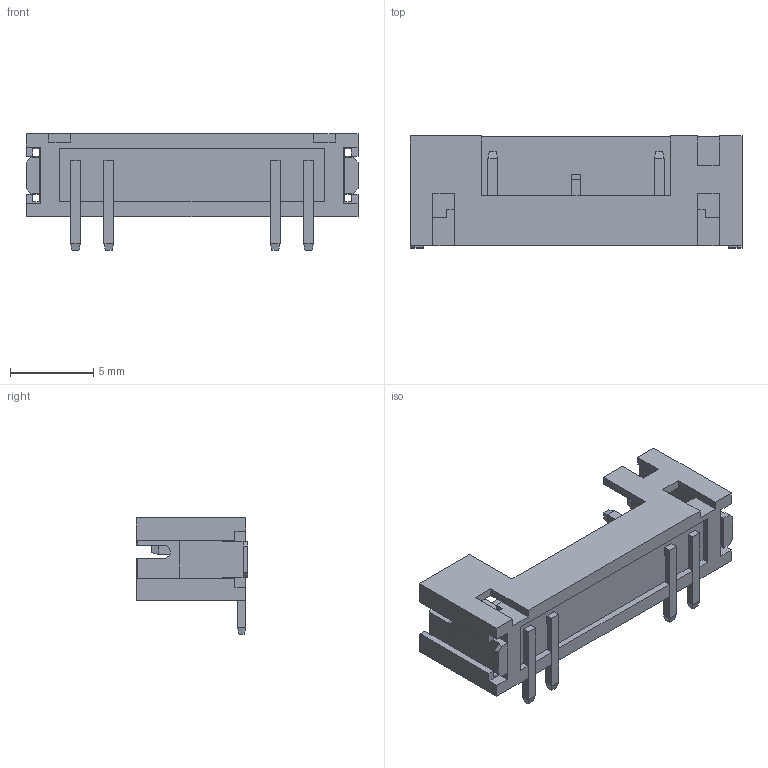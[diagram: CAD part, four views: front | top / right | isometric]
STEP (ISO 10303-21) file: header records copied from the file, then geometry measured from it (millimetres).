
FILE_DESCRIPTION (( 'STEP AP214' ), '1' );
FILE_NAME ('B8B-PH-SM4-TB(LF)(SN).STEP', '2022-06-14T13:29:21', ( '' ), ( '' ), 'SwSTEP 2.0', 'SolidWorks 2018', '' );
FILE_SCHEMA (( 'AUTOMOTIVE_DESIGN' ));
Length unit declared in the file: millimetre
Products named in the file (1): B8B-PH-SM4-TB(LF)(SN)
Bounding box: 19.95 x 6.73 x 7 mm (x, y, z)
Volume: 257 mm3; surface area: 888.1 mm2
Topology: 7 solids, 7 shells, 229 faces, 598 edges, 380 vertices
Faces by surface type: plane 225, cylinder 4
Entity records: 9443 total; most frequent: CARTESIAN_POINT 1208, ORIENTED_EDGE 1196, DIRECTION 1066, EDGE_CURVE 598, LINE 590, VECTOR 590, VERTEX_POINT 380, UNCERTAINTY_MEASURE_WITH_UNIT 238
